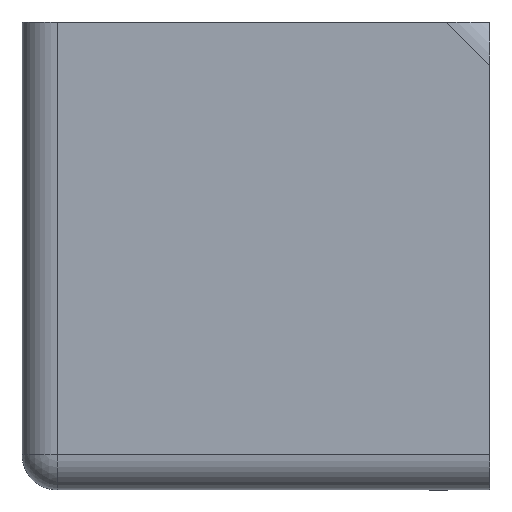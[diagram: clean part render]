
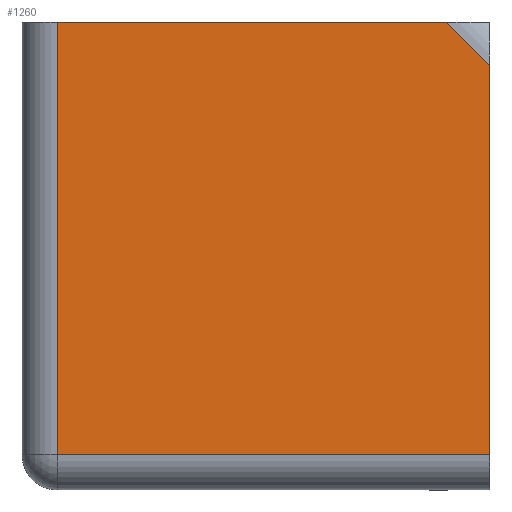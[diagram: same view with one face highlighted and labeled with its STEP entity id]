
A CAD part, left-side view. The second image highlights one B-rep face of the part: STEP entity #1260.
In plain terms, the highlighted planar face has unit normal (-1, 0, 0).
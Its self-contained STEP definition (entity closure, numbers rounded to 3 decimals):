
#6 = CARTESIAN_POINT ( 'NONE',  ( -20., 0., -8.5 ) ) ;
#57 = EDGE_CURVE ( 'NONE', #2106, #1303, #1700, .T. ) ;
#59 = ORIENTED_EDGE ( 'NONE', *, *, #371, .T. ) ;
#160 = PLANE ( 'NONE',  #3385 ) ;
#327 = VERTEX_POINT ( 'NONE', #3358 ) ;
#371 = EDGE_CURVE ( 'NONE', #1303, #1740, #3550, .T. ) ;
#372 = EDGE_CURVE ( 'NONE', #327, #2124, #3928, .T. ) ;
#417 = LINE ( 'NONE', #2162, #3843 ) ;
#471 = CARTESIAN_POINT ( 'NONE',  ( -20., 18.5, -8.5 ) ) ;
#591 = CARTESIAN_POINT ( 'NONE',  ( -20., 2.35, 10.479 ) ) ;
#692 = DIRECTION ( 'NONE',  ( 0., -1., 0. ) ) ;
#785 = VECTOR ( 'NONE', #1742, 1000. ) ;
#867 = DIRECTION ( 'NONE',  ( 0., 1., 0. ) ) ;
#1260 = ADVANCED_FACE ( 'NONE', ( #2002 ), #160, .F. ) ;
#1303 = VERTEX_POINT ( 'NONE', #471 ) ;
#1309 = VECTOR ( 'NONE', #692, 1000. ) ;
#1700 = LINE ( 'NONE', #3485, #2387 ) ;
#1718 = ORIENTED_EDGE ( 'NONE', *, *, #2687, .F. ) ;
#1740 = VERTEX_POINT ( 'NONE', #6 ) ;
#1742 = DIRECTION ( 'NONE',  ( 0., -0.707, -0.707 ) ) ;
#1876 = DIRECTION ( 'NONE',  ( 0., 0., -1. ) ) ;
#2002 = FACE_OUTER_BOUND ( 'NONE', #4300, .T. ) ;
#2106 = VERTEX_POINT ( 'NONE', #4711 ) ;
#2124 = VERTEX_POINT ( 'NONE', #2879 ) ;
#2155 = LINE ( 'NONE', #4054, #1309 ) ;
#2162 = CARTESIAN_POINT ( 'NONE',  ( -20., 0., 10. ) ) ;
#2387 = VECTOR ( 'NONE', #2503, 1000. ) ;
#2503 = DIRECTION ( 'NONE',  ( 0., 0., -1. ) ) ;
#2650 = ORIENTED_EDGE ( 'NONE', *, *, #4493, .F. ) ;
#2687 = EDGE_CURVE ( 'NONE', #2124, #1740, #417, .T. ) ;
#2834 = VECTOR ( 'NONE', #3139, 1000. ) ;
#2879 = CARTESIAN_POINT ( 'NONE',  ( -20., 0., 8.129 ) ) ;
#3059 = DIRECTION ( 'NONE',  ( 1., 0., 0. ) ) ;
#3139 = DIRECTION ( 'NONE',  ( 0., -1., 0. ) ) ;
#3358 = CARTESIAN_POINT ( 'NONE',  ( -20., 1.871, 10. ) ) ;
#3385 = AXIS2_PLACEMENT_3D ( 'NONE', #4559, #3059, #867 ) ;
#3404 = ORIENTED_EDGE ( 'NONE', *, *, #372, .F. ) ;
#3485 = CARTESIAN_POINT ( 'NONE',  ( -20., 18.5, 10. ) ) ;
#3550 = LINE ( 'NONE', #4265, #2834 ) ;
#3843 = VECTOR ( 'NONE', #1876, 1000. ) ;
#3928 = LINE ( 'NONE', #591, #785 ) ;
#4054 = CARTESIAN_POINT ( 'NONE',  ( -20., 0., 10. ) ) ;
#4265 = CARTESIAN_POINT ( 'NONE',  ( -20., 0., -8.5 ) ) ;
#4300 = EDGE_LOOP ( 'NONE', ( #1718, #3404, #2650, #4718, #59 ) ) ;
#4493 = EDGE_CURVE ( 'NONE', #2106, #327, #2155, .T. ) ;
#4559 = CARTESIAN_POINT ( 'NONE',  ( -20., 0., 10. ) ) ;
#4711 = CARTESIAN_POINT ( 'NONE',  ( -20., 18.5, 10. ) ) ;
#4718 = ORIENTED_EDGE ( 'NONE', *, *, #57, .T. ) ;
